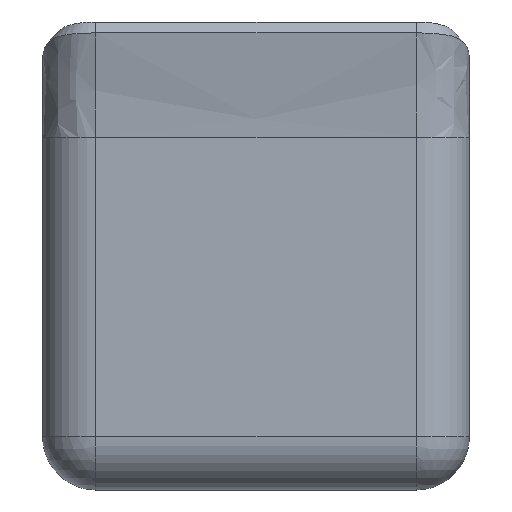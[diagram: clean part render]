
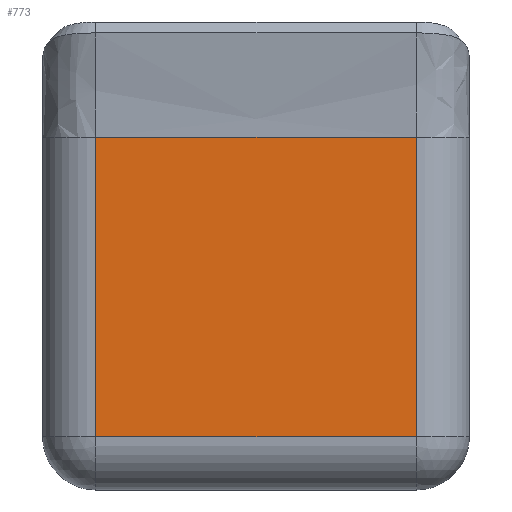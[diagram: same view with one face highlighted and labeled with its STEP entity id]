
A CAD part, front view. The second image highlights one B-rep face of the part: STEP entity #773.
In plain terms, the highlighted planar face has unit normal (0, -1, 0).
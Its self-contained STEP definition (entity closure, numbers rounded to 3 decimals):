
#54=FACE_OUTER_BOUND('',#103,.T.);
#103=EDGE_LOOP('',(#548,#549,#550,#551));
#192=LINE('',#1384,#275);
#193=LINE('',#1387,#276);
#194=LINE('',#1389,#277);
#195=LINE('',#1390,#278);
#275=VECTOR('',#935,27.);
#276=VECTOR('',#938,25.25);
#277=VECTOR('',#939,27.);
#278=VECTOR('',#940,25.25);
#359=VERTEX_POINT('',#1239);
#362=VERTEX_POINT('',#1379);
#363=VERTEX_POINT('',#1386);
#364=VERTEX_POINT('',#1388);
#432=EDGE_CURVE('',#359,#362,#192,.T.);
#433=EDGE_CURVE('',#362,#363,#193,.T.);
#434=EDGE_CURVE('',#363,#364,#194,.F.);
#435=EDGE_CURVE('',#364,#359,#195,.F.);
#548=ORIENTED_EDGE('',*,*,#432,.T.);
#549=ORIENTED_EDGE('',*,*,#433,.T.);
#550=ORIENTED_EDGE('',*,*,#434,.T.);
#551=ORIENTED_EDGE('',*,*,#435,.T.);
#741=PLANE('',#839);
#773=ADVANCED_FACE('',(#54),#741,.F.);
#839=AXIS2_PLACEMENT_3D('',#1385,#936,#937);
#935=DIRECTION('',(-1.,0.,0.));
#936=DIRECTION('center_axis',(0.,1.,0.));
#937=DIRECTION('ref_axis',(0.,0.,1.));
#938=DIRECTION('',(0.,0.,-1.));
#939=DIRECTION('',(-1.,0.,0.));
#940=DIRECTION('',(0.,0.,-1.));
#1239=CARTESIAN_POINT('',(13.5,-3.25,9.875));
#1379=CARTESIAN_POINT('',(-13.5,-3.25,9.875));
#1384=CARTESIAN_POINT('',(13.5,-3.25,9.875));
#1385=CARTESIAN_POINT('Origin',(18.,-3.25,0.));
#1386=CARTESIAN_POINT('',(-13.5,-3.25,-15.375));
#1387=CARTESIAN_POINT('',(-13.5,-3.25,9.875));
#1388=CARTESIAN_POINT('',(13.5,-3.25,-15.375));
#1389=CARTESIAN_POINT('',(13.5,-3.25,-15.375));
#1390=CARTESIAN_POINT('',(13.5,-3.25,9.875));
